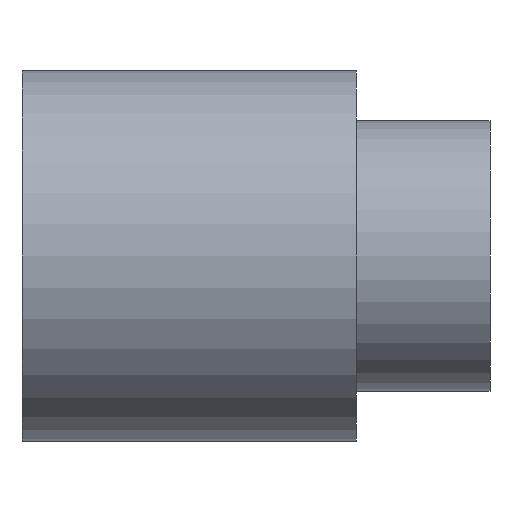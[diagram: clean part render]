
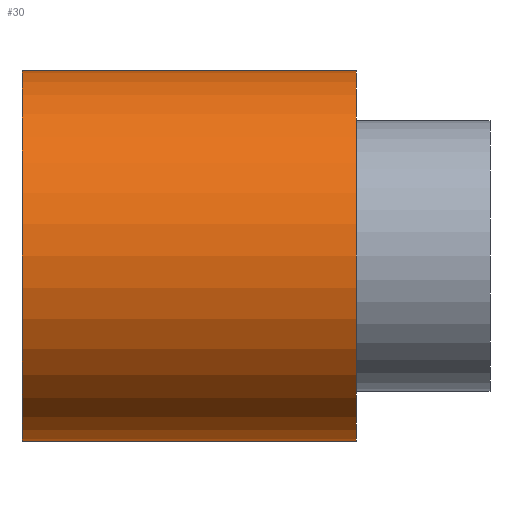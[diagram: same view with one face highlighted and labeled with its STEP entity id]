
A CAD part, left-side view. The second image highlights one B-rep face of the part: STEP entity #30.
In plain terms, the highlighted cylindrical face has radius 5.55 mm (diameter 11.1 mm), a partial arc.
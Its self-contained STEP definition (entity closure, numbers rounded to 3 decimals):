
#23 = DIRECTION ( 'NONE',  ( 0., -1., 0. ) ) ;
#30 = ADVANCED_FACE ( 'NONE', ( #330 ), #311, .T. ) ;
#45 = EDGE_LOOP ( 'NONE', ( #276, #255, #154, #250 ) ) ;
#51 = DIRECTION ( 'NONE',  ( 0., -1., 0. ) ) ;
#69 = DIRECTION ( 'NONE',  ( 0., 0., -1. ) ) ;
#74 = CARTESIAN_POINT ( 'NONE',  ( 33.416, 4., 5.55 ) ) ;
#81 = AXIS2_PLACEMENT_3D ( 'NONE', #148, #23, #69 ) ;
#91 = VERTEX_POINT ( 'NONE', #74 ) ;
#102 = DIRECTION ( 'NONE',  ( 0., 1., 0. ) ) ;
#103 = EDGE_CURVE ( 'NONE', #146, #287, #298, .T. ) ;
#132 = CARTESIAN_POINT ( 'NONE',  ( 33.416, 4., 0. ) ) ;
#139 = AXIS2_PLACEMENT_3D ( 'NONE', #132, #102, #240 ) ;
#146 = VERTEX_POINT ( 'NONE', #264 ) ;
#148 = CARTESIAN_POINT ( 'NONE',  ( 33.416, 14., 0. ) ) ;
#150 = EDGE_CURVE ( 'NONE', #287, #91, #191, .T. ) ;
#154 = ORIENTED_EDGE ( 'NONE', *, *, #103, .T. ) ;
#166 = AXIS2_PLACEMENT_3D ( 'NONE', #217, #167, #273 ) ;
#167 = DIRECTION ( 'NONE',  ( 0., 1., 0. ) ) ;
#174 = VERTEX_POINT ( 'NONE', #211 ) ;
#181 = DIRECTION ( 'NONE',  ( 0., -1., 0. ) ) ;
#188 = CARTESIAN_POINT ( 'NONE',  ( 33.416, 14., 5.55 ) ) ;
#191 = CIRCLE ( 'NONE', #139, 5.55 ) ;
#195 = EDGE_CURVE ( 'NONE', #174, #91, #206, .T. ) ;
#206 = LINE ( 'NONE', #188, #265 ) ;
#211 = CARTESIAN_POINT ( 'NONE',  ( 33.416, 14., 5.55 ) ) ;
#212 = CARTESIAN_POINT ( 'NONE',  ( 33.416, 14., -5.55 ) ) ;
#217 = CARTESIAN_POINT ( 'NONE',  ( 33.416, 14., 0. ) ) ;
#240 = DIRECTION ( 'NONE',  ( 0., 0., 1. ) ) ;
#250 = ORIENTED_EDGE ( 'NONE', *, *, #150, .T. ) ;
#251 = EDGE_CURVE ( 'NONE', #146, #174, #301, .T. ) ;
#255 = ORIENTED_EDGE ( 'NONE', *, *, #251, .F. ) ;
#264 = CARTESIAN_POINT ( 'NONE',  ( 33.416, 14., -5.55 ) ) ;
#265 = VECTOR ( 'NONE', #181, 1000. ) ;
#270 = VECTOR ( 'NONE', #51, 1000. ) ;
#273 = DIRECTION ( 'NONE',  ( 0., 0., 1. ) ) ;
#276 = ORIENTED_EDGE ( 'NONE', *, *, #195, .F. ) ;
#287 = VERTEX_POINT ( 'NONE', #309 ) ;
#298 = LINE ( 'NONE', #212, #270 ) ;
#301 = CIRCLE ( 'NONE', #166, 5.55 ) ;
#309 = CARTESIAN_POINT ( 'NONE',  ( 33.416, 4., -5.55 ) ) ;
#311 = CYLINDRICAL_SURFACE ( 'NONE', #81, 5.55 ) ;
#330 = FACE_OUTER_BOUND ( 'NONE', #45, .T. ) ;
